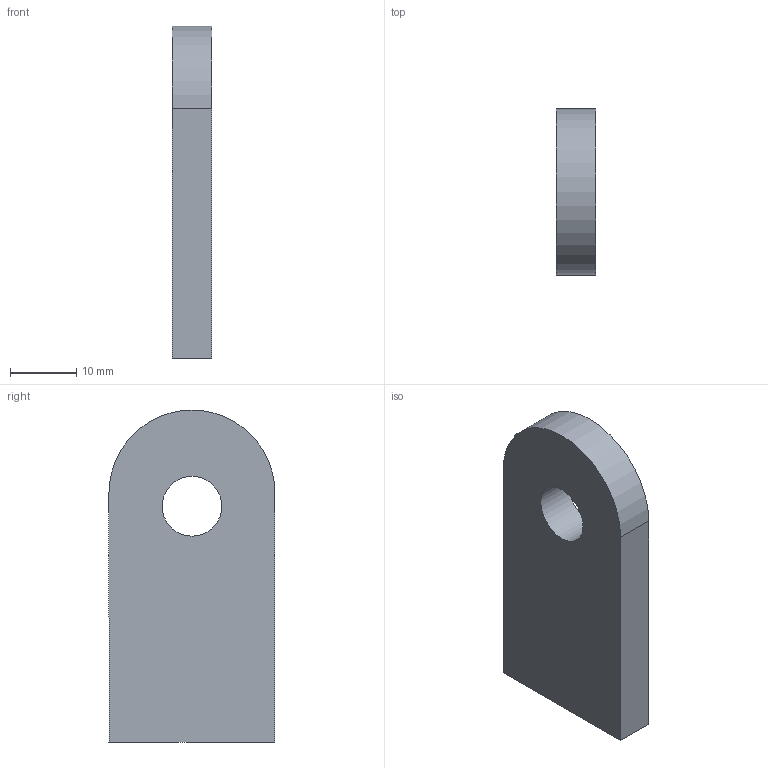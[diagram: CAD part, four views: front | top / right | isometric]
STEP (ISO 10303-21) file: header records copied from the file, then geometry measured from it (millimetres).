
FILE_DESCRIPTION (( 'STEP AP203' ), '1' );
FILE_NAME ('54110-ST-25.step', '2022-05-03T12:41:55', ( '' ), ( '' ), 'SwSTEP 2.0', 'SolidWorks 2018', '' );
FILE_SCHEMA (( 'CONFIG_CONTROL_DESIGN' ));
Length unit declared in the file: millimetre
Products named in the file (1): 54110-ST-25
Bounding box: 6 x 25 x 50 mm (x, y, z)
Volume: 6715.7 mm3; surface area: 3249.7 mm2
Topology: 1 solids, 1 shells, 240 faces, 642 edges, 428 vertices
Faces by surface type: plane 144, bspline 94, cylinder 2
Full cylindrical faces by diameter (mm): 9 x1
Entity records: 12378 total; most frequent: CARTESIAN_POINT 6940, ORIENTED_EDGE 1282, DIRECTION 751, EDGE_CURVE 641, LINE 449, VECTOR 449, VERTEX_POINT 428, EDGE_LOOP 267
